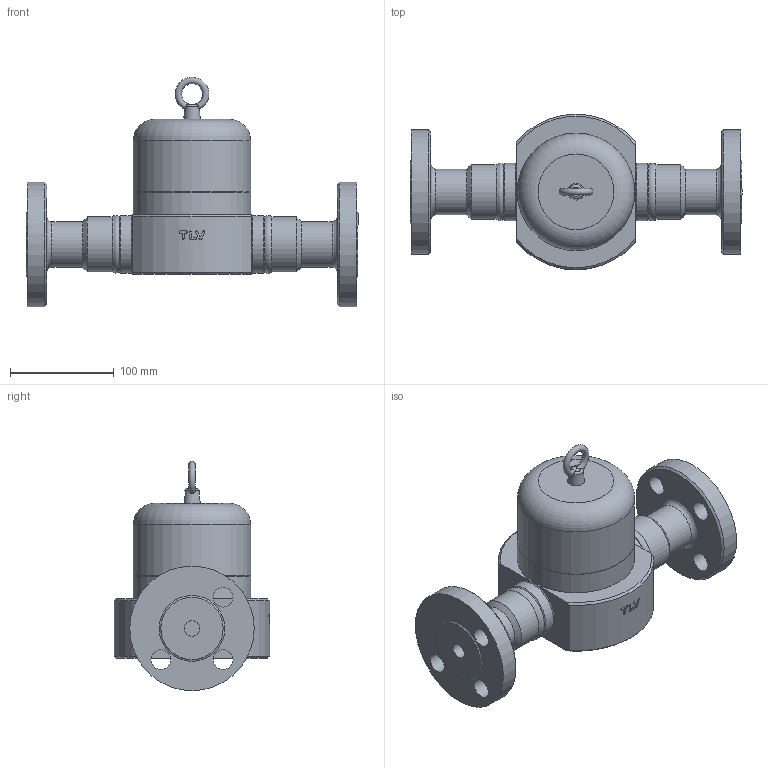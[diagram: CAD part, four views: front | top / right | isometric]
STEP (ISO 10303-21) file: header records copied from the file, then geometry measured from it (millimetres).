
FILE_DESCRIPTION((''),'2;1');
FILE_NAME('hr15a-020-jis40-00.stp','2010-11-04T16:12:48',('nakaot'),(''),'Autodesk Inventor 2008','Autodesk Inventor 2008','');
FILE_SCHEMA(('AUTOMOTIVE_DESIGN { 1 0 10303 214 1 1 1 1 }'));
Length unit declared in the file: millimetre
Products named in the file (1): hr15a-020-jis40-00
Bounding box: 320 x 150 x 221.1 mm (x, y, z)
Volume: 2466306.4 mm3; surface area: 177698.7 mm2
Topology: 1 solids, 3 shells, 97 faces, 226 edges, 146 vertices
Faces by surface type: bspline 38, plane 26, cylinder 18, cone 10, torus 5
Full cylindrical faces by diameter (mm): 15 x1, 19 x3, 33.9 x1, 44 x1, 53 x1, 55.5 x2, 110.8 x1, 113 x1, 113.4 x1, 120 x1
Entity records: 7776 total; most frequent: CARTESIAN_POINT 5927, ORIENTED_EDGE 348, DIRECTION 314, EDGE_CURVE 174, EDGE_LOOP 163, AXIS2_PLACEMENT_3D 137, VERTEX_POINT 133, FACE_OUTER_BOUND 97
